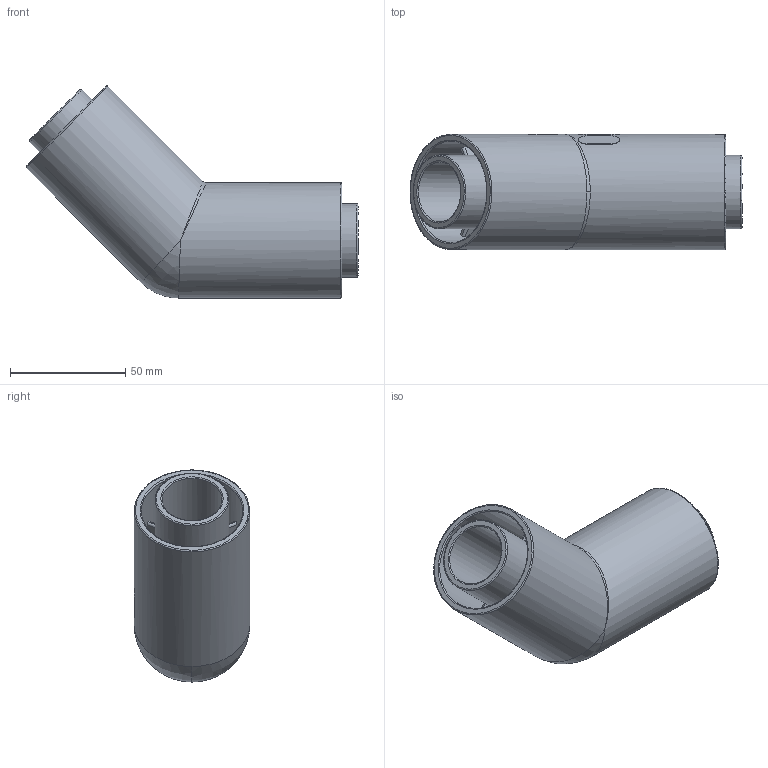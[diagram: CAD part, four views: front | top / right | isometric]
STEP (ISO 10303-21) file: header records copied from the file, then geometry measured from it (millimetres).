
FILE_DESCRIPTION (( 'STEP AP203' ), '1' );
FILE_NAME ('507870211.STEP', '2015-10-20T18:05:47', ( '' ), ( '' ), 'SwSTEP 2.0', 'SolidWorks 2015', '' );
FILE_SCHEMA (( 'CONFIG_CONTROL_DESIGN' ));
Length unit declared in the file: inch
Products named in the file (1): 507870211
Bounding box: 143.97 x 50 x 91.97 mm (x, y, z)
Volume: 122304.2 mm3; surface area: 74720.9 mm2
Topology: 1 solids, 1 shells, 151 faces, 451 edges, 295 vertices
Faces by surface type: plane 57, cylinder 48, bspline 34, cone 12
Full cylindrical faces by diameter (mm): 26 x2, 32 x2, 44 x2, 50 x2
Entity records: 8480 total; most frequent: CARTESIAN_POINT 5099, ORIENTED_EDGE 856, DIRECTION 467, EDGE_CURVE 428, VERTEX_POINT 288, AXIS2_PLACEMENT_3D 176, B_SPLINE_CURVE_WITH_KNOTS 175, EDGE_LOOP 174
